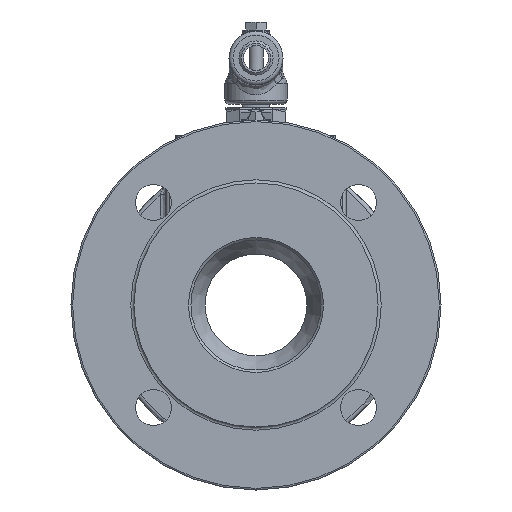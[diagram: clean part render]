
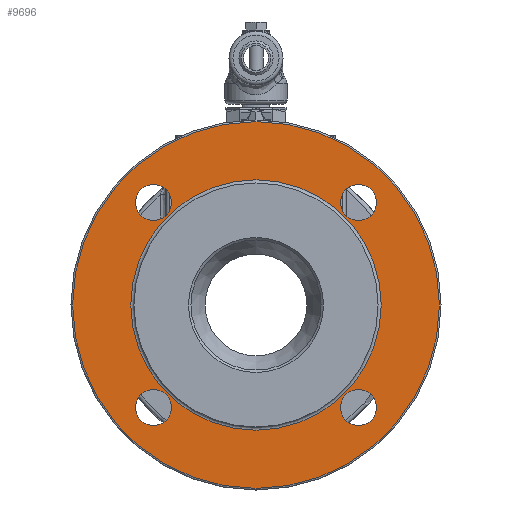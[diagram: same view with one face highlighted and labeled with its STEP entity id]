
A CAD part, left-side view. The second image highlights one B-rep face of the part: STEP entity #9696.
In plain terms, the highlighted planar face has unit normal (-1, 0, 0).
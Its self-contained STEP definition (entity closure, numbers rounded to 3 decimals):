
#1652=PLANE('',#10366);
#2478=FACE_BOUND('',#3252,.T.);
#2479=FACE_BOUND('',#3253,.T.);
#2480=FACE_BOUND('',#3254,.T.);
#2481=FACE_BOUND('',#3255,.T.);
#2482=FACE_BOUND('',#3256,.T.);
#2604=FACE_OUTER_BOUND('',#3251,.T.);
#3251=EDGE_LOOP('',(#6823));
#3252=EDGE_LOOP('',(#6824));
#3253=EDGE_LOOP('',(#6825));
#3254=EDGE_LOOP('',(#6826));
#3255=EDGE_LOOP('',(#6827));
#3256=EDGE_LOOP('',(#6828));
#3955=CIRCLE('',#10297,9.);
#3957=CIRCLE('',#10300,9.);
#3959=CIRCLE('',#10303,9.);
#3961=CIRCLE('',#10306,9.);
#4005=CIRCLE('',#10367,91.7);
#4006=CIRCLE('',#10368,62.6);
#4440=VERTEX_POINT('',#13802);
#4442=VERTEX_POINT('',#13807);
#4444=VERTEX_POINT('',#13812);
#4446=VERTEX_POINT('',#13817);
#4522=VERTEX_POINT('',#14173);
#4523=VERTEX_POINT('',#14175);
#5317=EDGE_CURVE('',#4440,#4440,#3955,.T.);
#5319=EDGE_CURVE('',#4442,#4442,#3957,.T.);
#5321=EDGE_CURVE('',#4444,#4444,#3959,.T.);
#5323=EDGE_CURVE('',#4446,#4446,#3961,.T.);
#5404=EDGE_CURVE('',#4522,#4522,#4005,.T.);
#5405=EDGE_CURVE('',#4523,#4523,#4006,.T.);
#6823=ORIENTED_EDGE('',*,*,#5404,.F.);
#6824=ORIENTED_EDGE('',*,*,#5317,.T.);
#6825=ORIENTED_EDGE('',*,*,#5319,.T.);
#6826=ORIENTED_EDGE('',*,*,#5321,.T.);
#6827=ORIENTED_EDGE('',*,*,#5323,.T.);
#6828=ORIENTED_EDGE('',*,*,#5405,.F.);
#9696=ADVANCED_FACE('',(#2604,#2478,#2479,#2480,#2481,#2482),#1652,.F.);
#10297=AXIS2_PLACEMENT_3D('',#13803,#11325,#11326);
#10300=AXIS2_PLACEMENT_3D('',#13808,#11331,#11332);
#10303=AXIS2_PLACEMENT_3D('',#13813,#11337,#11338);
#10306=AXIS2_PLACEMENT_3D('',#13818,#11343,#11344);
#10366=AXIS2_PLACEMENT_3D('',#14172,#11480,#11481);
#10367=AXIS2_PLACEMENT_3D('',#14174,#11482,#11483);
#10368=AXIS2_PLACEMENT_3D('',#14176,#11484,#11485);
#11325=DIRECTION('center_axis',(1.,0.,0.));
#11326=DIRECTION('ref_axis',(0.,1.,0.));
#11331=DIRECTION('center_axis',(1.,0.,0.));
#11332=DIRECTION('ref_axis',(0.,0.,
-1.));
#11337=DIRECTION('center_axis',(1.,0.,0.));
#11338=DIRECTION('ref_axis',(0.,-1.,0.));
#11343=DIRECTION('center_axis',(1.,0.,0.));
#11344=DIRECTION('ref_axis',(0.,0.,1.));
#11480=DIRECTION('center_axis',(1.,0.,0.));
#11481=DIRECTION('ref_axis',(0.,0.,
-1.));
#11482=DIRECTION('center_axis',(1.,0.,0.));
#11483=DIRECTION('ref_axis',(0.,0.,
-1.));
#11484=DIRECTION('center_axis',(-1.,0.,0.));
#11485=DIRECTION('ref_axis',(0.,0.,
-1.));
#13802=CARTESIAN_POINT('',(-66.4,60.265,-51.265));
#13803=CARTESIAN_POINT('Origin',(-66.4,51.265,-51.265));
#13807=CARTESIAN_POINT('',(-66.4,-51.265,-60.265));
#13808=CARTESIAN_POINT('Origin',(-66.4,-51.265,-51.265));
#13812=CARTESIAN_POINT('',(-66.4,-60.265,51.265));
#13813=CARTESIAN_POINT('Origin',(-66.4,-51.265,51.265));
#13817=CARTESIAN_POINT('',(-66.4,51.265,60.265));
#13818=CARTESIAN_POINT('Origin',(-66.4,51.265,51.265));
#14172=CARTESIAN_POINT('Origin',(-66.4,0.,
61.));
#14173=CARTESIAN_POINT('',(-66.4,0.,91.7));
#14174=CARTESIAN_POINT('Origin',(-66.4,0.,0.));
#14175=CARTESIAN_POINT('',(-66.4,0.,62.6));
#14176=CARTESIAN_POINT('Origin',(-66.4,0.,0.));
